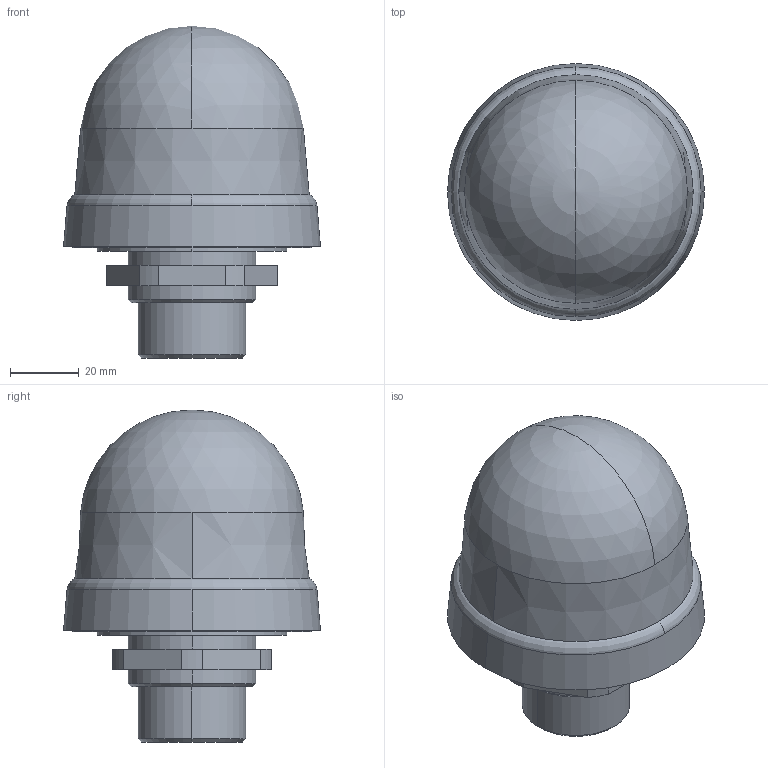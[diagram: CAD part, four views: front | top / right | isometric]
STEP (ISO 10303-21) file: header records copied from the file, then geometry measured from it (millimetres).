
FILE_DESCRIPTION(/* description */ (''),/* implementation_level */ '2;1');
FILE_NAME(/* name */ 'G_NSD0_XX_90525V.stp',/* time_stamp */ '2023-12-07T11:42:45+01:00',/* author */ (''),/* organization */ (''),/* preprocessor_version */ 'ST-DEVELOPER v18.101',/* originating_system */ 'SIEMENS PLM Software NX 2008',/* authorisation */ '');
FILE_SCHEMA (('AUTOMOTIVE_DESIGN { 1 0 10303 214 3 1 1 1 }'));
Length unit declared in the file: millimetre
Products named in the file (1): 8WD5_G_NSD0_XX_90525_S-AA_G_NSD0_XX_90525V_stp
Bounding box: 74.7 x 74.7 x 96.5 mm (x, y, z)
Volume: 229229 mm3; surface area: 23434.1 mm2
Topology: 1 solids, 1 shells, 47 faces, 110 edges, 71 vertices
Faces by surface type: plane 15, cone 14, cylinder 14, torus 2, sphere 2
Entity records: 1706 total; most frequent: DIRECTION 264, CARTESIAN_POINT 225, ORIENTED_EDGE 214, AXIS2_PLACEMENT_3D 109, EDGE_CURVE 107, VERTEX_POINT 70, CIRCLE 61, EDGE_LOOP 55
